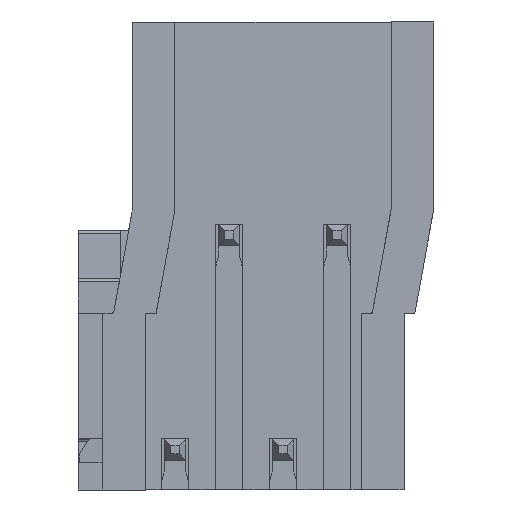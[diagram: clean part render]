
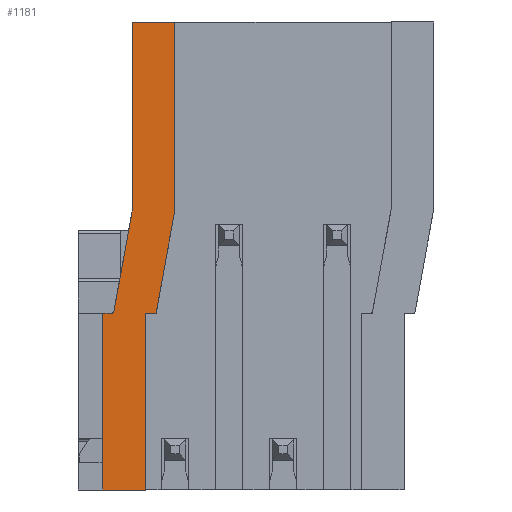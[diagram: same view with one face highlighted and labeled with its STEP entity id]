
A CAD part, left-side view. The second image highlights one B-rep face of the part: STEP entity #1181.
In plain terms, the highlighted planar face has unit normal (-1, 0, 0).
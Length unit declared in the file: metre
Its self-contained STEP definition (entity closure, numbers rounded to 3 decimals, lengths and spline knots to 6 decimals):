
#1181=ADVANCED_FACE('',(#2455),#2456,.T.);
#2455=FACE_OUTER_BOUND('',#3832,.T.);
#2456=PLANE('',#3833);
#3832=EDGE_LOOP('',(#7435,#7436,#7437,#7438,#7439,#7440,#7441,#7442,#7443,#7444,#7445,#7446));
#3833=AXIS2_PLACEMENT_3D('',#7447,#7448,#7449);
#7435=ORIENTED_EDGE('',*,*,#9277,.T.);
#7436=ORIENTED_EDGE('',*,*,#9519,.F.);
#7437=ORIENTED_EDGE('',*,*,#9855,.F.);
#7438=ORIENTED_EDGE('',*,*,#9169,.F.);
#7439=ORIENTED_EDGE('',*,*,#8526,.F.);
#7440=ORIENTED_EDGE('',*,*,#8662,.F.);
#7441=ORIENTED_EDGE('',*,*,#8643,.T.);
#7442=ORIENTED_EDGE('',*,*,#9655,.F.);
#7443=ORIENTED_EDGE('',*,*,#9658,.T.);
#7444=ORIENTED_EDGE('',*,*,#9856,.F.);
#7445=ORIENTED_EDGE('',*,*,#9857,.T.);
#7446=ORIENTED_EDGE('',*,*,#9636,.F.);
#7447=CARTESIAN_POINT('',(0.,0.0147,0.0));
#7448=DIRECTION('',(-1.0,0.,0.0));
#7449=DIRECTION('',(0.,1.0,0.0));
#8526=EDGE_CURVE('',#10309,#10310,#10311,.T.);
#8643=EDGE_CURVE('',#10518,#10516,#10519,.T.);
#8662=EDGE_CURVE('',#10518,#10309,#10550,.T.);
#9169=EDGE_CURVE('',#10310,#11378,#11379,.T.);
#9277=EDGE_CURVE('',#11542,#11540,#11543,.T.);
#9519=EDGE_CURVE('',#11873,#11540,#11875,.T.);
#9636=EDGE_CURVE('',#11542,#12031,#12032,.T.);
#9655=EDGE_CURVE('',#12055,#10516,#12056,.T.);
#9658=EDGE_CURVE('',#12055,#12059,#12061,.T.);
#9855=EDGE_CURVE('',#11378,#11873,#12293,.T.);
#9856=EDGE_CURVE('',#12294,#12059,#12295,.T.);
#9857=EDGE_CURVE('',#12294,#12031,#12296,.T.);
#10309=VERTEX_POINT('',#12904);
#10310=VERTEX_POINT('',#12905);
#10311=LINE('',#12906,#12907);
#10516=VERTEX_POINT('',#13205);
#10518=VERTEX_POINT('',#13208);
#10519=LINE('',#13209,#13210);
#10550=LINE('',#13256,#13257);
#11378=VERTEX_POINT('',#14503);
#11379=LINE('',#14504,#14505);
#11540=VERTEX_POINT('',#14752);
#11542=VERTEX_POINT('',#14755);
#11543=LINE('',#14756,#14757);
#11873=VERTEX_POINT('',#15273);
#11875=LINE('',#15276,#15277);
#12031=VERTEX_POINT('',#15508);
#12032=LINE('',#15509,#15510);
#12055=VERTEX_POINT('',#15544);
#12056=LINE('',#15545,#15546);
#12059=VERTEX_POINT('',#15550);
#12061=LINE('',#15553,#15554);
#12293=LINE('',#15897,#15898);
#12294=VERTEX_POINT('',#15899);
#12295=CIRCLE('',#15900,0.000129);
#12296=LINE('',#15901,#15902);
#12904=CARTESIAN_POINT('',(0.,0.01524,0.0));
#12905=CARTESIAN_POINT('',(0.,0.01524,-0.008828));
#12906=CARTESIAN_POINT('',(0.,0.01524,0.0));
#12907=VECTOR('',#16303,1.0);
#13205=CARTESIAN_POINT('',(0.,0.01724,-0.008828));
#13208=CARTESIAN_POINT('',(0.,0.01724,0.0));
#13209=CARTESIAN_POINT('',(0.,0.01724,0.0));
#13210=VECTOR('',#16401,1.0);
#13256=CARTESIAN_POINT('',(0.,0.01724,0.0));
#13257=VECTOR('',#16417,1.0);
#14503=CARTESIAN_POINT('',(0.,0.016125,-0.0137));
#14504=CARTESIAN_POINT('',(0.,0.01524,-0.008828));
#14505=VECTOR('',#16856,1.0);
#14752=CARTESIAN_POINT('',(0.,0.01663,-0.022));
#14755=CARTESIAN_POINT('',(0.,0.01863,-0.022));
#14756=CARTESIAN_POINT('',(0.,0.01863,-0.022));
#14757=VECTOR('',#16941,1.0);
#15273=CARTESIAN_POINT('',(0.,0.01663,-0.0137));
#15276=CARTESIAN_POINT('',(0.,0.01663,-0.0137));
#15277=VECTOR('',#17144,1.0);
#15508=CARTESIAN_POINT('',(0.,0.01863,-0.0137));
#15509=CARTESIAN_POINT('',(0.,0.01863,-0.042003));
#15510=VECTOR('',#17226,1.0);
#15544=CARTESIAN_POINT('',(0.,0.017259,-0.008934));
#15545=CARTESIAN_POINT('',(0.,0.017259,-0.008934));
#15546=VECTOR('',#17238,1.0);
#15550=CARTESIAN_POINT('',(0.,0.018111,-0.013594));
#15553=CARTESIAN_POINT('',(0.,0.017259,-0.008934));
#15554=VECTOR('',#17241,1.0);
#15897=CARTESIAN_POINT('',(0.,0.016125,-0.0137));
#15898=VECTOR('',#17377,1.0);
#15899=CARTESIAN_POINT('',(0.,0.018238,-0.0137));
#15900=AXIS2_PLACEMENT_3D('',#17378,#17379,#17380);
#15901=CARTESIAN_POINT('',(0.,0.018238,-0.0137));
#15902=VECTOR('',#17381,1.0);
#16303=DIRECTION('',(0.0,0.0,-1.0));
#16401=DIRECTION('',(0.0,0.0,-1.0));
#16417=DIRECTION('',(0.,-1.0,0.0));
#16856=DIRECTION('',(0.,0.179,-0.984));
#16941=DIRECTION('',(0.,-1.0,0.0));
#17144=DIRECTION('',(0.0,0.0,-1.0));
#17226=DIRECTION('',(0.0,0.0,1.0));
#17238=DIRECTION('',(0.,-0.18,0.984));
#17241=DIRECTION('',(0.,0.18,-0.984));
#17377=DIRECTION('',(0.,1.0,0.0));
#17378=CARTESIAN_POINT('',(0.,0.018238,-0.013571));
#17379=DIRECTION('',(-1.0,0.,0.0));
#17380=DIRECTION('',(0.,0.,-1.0));
#17381=DIRECTION('',(0.,1.0,0.0));
